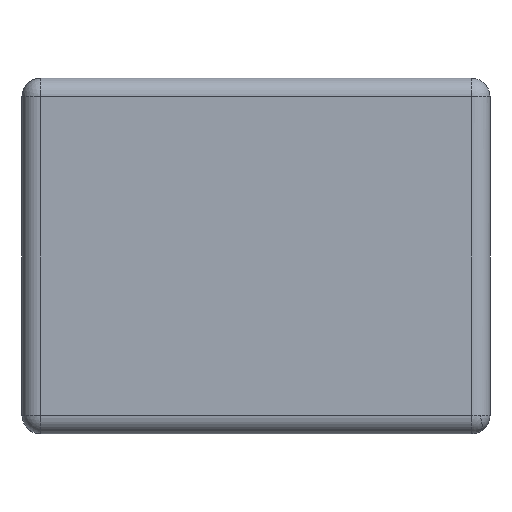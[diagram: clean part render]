
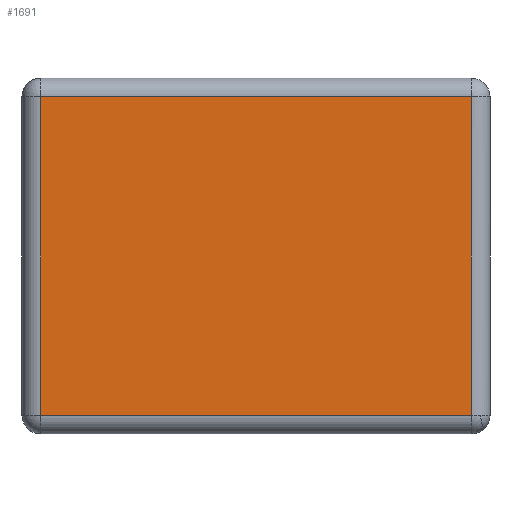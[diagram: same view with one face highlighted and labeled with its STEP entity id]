
A CAD part, left-side view. The second image highlights one B-rep face of the part: STEP entity #1691.
In plain terms, the highlighted planar face has unit normal (-1, 0, 0).
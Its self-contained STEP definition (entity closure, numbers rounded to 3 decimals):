
#1234=CARTESIAN_POINT('',(-1.0,-0.575,0.05));
#1235=VERTEX_POINT('',#1234);
#1313=CARTESIAN_POINT('',(-1.0,-0.575,0.9));
#1314=VERTEX_POINT('',#1313);
#1339=CARTESIAN_POINT('',(-1.0,0.575,0.05));
#1340=VERTEX_POINT('',#1339);
#1372=CARTESIAN_POINT('',(-1.0,0.575,0.9));
#1373=VERTEX_POINT('',#1372);
#1447=CARTESIAN_POINT('',(-1.0,0.575,0.05));
#1448=DIRECTION('',(0.0,0.0,1.0));
#1449=VECTOR('',#1448,0.85);
#1450=LINE('',#1447,#1449);
#1451=EDGE_CURVE('',#1340,#1373,#1450,.T.);
#1462=CARTESIAN_POINT('',(-1.0,0.575,0.9));
#1463=DIRECTION('',(0.0,-1.0,0.0));
#1464=VECTOR('',#1463,1.15);
#1465=LINE('',#1462,#1464);
#1466=EDGE_CURVE('',#1373,#1314,#1465,.T.);
#1491=CARTESIAN_POINT('',(-1.0,-0.575,0.05));
#1492=DIRECTION('',(0.0,1.0,0.0));
#1493=VECTOR('',#1492,1.15);
#1494=LINE('',#1491,#1493);
#1495=EDGE_CURVE('',#1235,#1340,#1494,.T.);
#1538=CARTESIAN_POINT('',(-1.0,-0.575,0.9));
#1539=DIRECTION('',(0.0,0.0,-1.0));
#1540=VECTOR('',#1539,0.85);
#1541=LINE('',#1538,#1540);
#1542=EDGE_CURVE('',#1314,#1235,#1541,.T.);
#1680=CARTESIAN_POINT('',(-1.0,-0.825,0.0));
#1681=DIRECTION('',(-1.0,0.0,0.0));
#1682=DIRECTION('',(0.0,0.0,1.0));
#1683=AXIS2_PLACEMENT_3D('',#1680,#1681,#1682);
#1684=PLANE('',#1683);
#1685=ORIENTED_EDGE('',*,*,#1451,.F.);
#1686=ORIENTED_EDGE('',*,*,#1495,.F.);
#1687=ORIENTED_EDGE('',*,*,#1542,.F.);
#1688=ORIENTED_EDGE('',*,*,#1466,.F.);
#1689=EDGE_LOOP('',(#1685,#1686,#1687,#1688));
#1690=FACE_OUTER_BOUND('',#1689,.T.);
#1691=ADVANCED_FACE('',(#1690),#1684,.T.);
